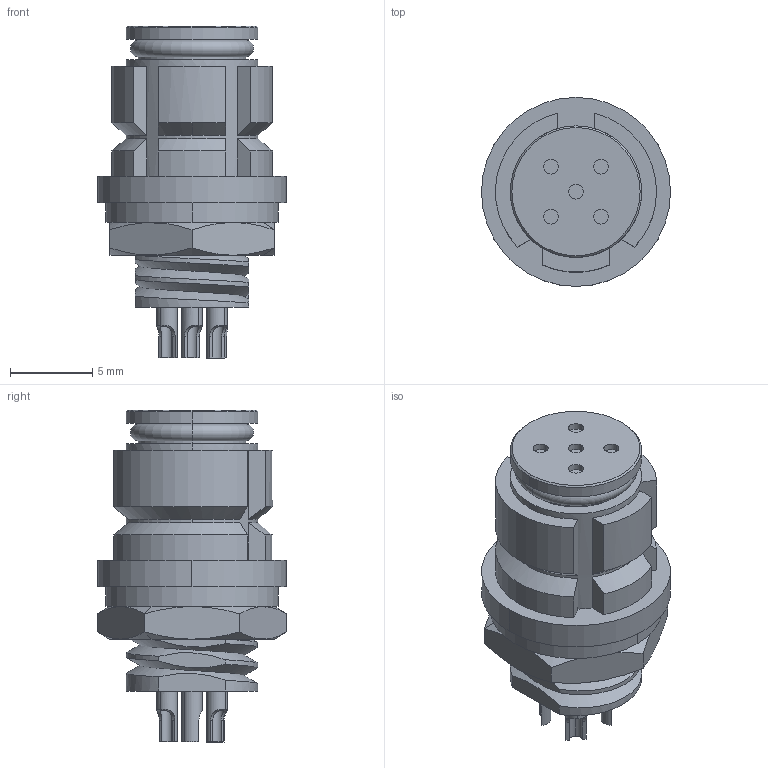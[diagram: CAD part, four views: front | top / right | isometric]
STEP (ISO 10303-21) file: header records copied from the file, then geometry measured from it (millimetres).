
FILE_DESCRIPTION (( 'STEP AP203' ), '1' );
FILE_NAME ('P81.STEP', '2020-03-31T02:13:35', ( 'edpusr' ), ( 'Microsoft' ), 'SwSTEP 2.0', 'SolidWorks 2015', '' );
FILE_SCHEMA (( 'CONFIG_CONTROL_DESIGN' ));
Length unit declared in the file: millimetre
Products named in the file (1): P81
Bounding box: 11.5 x 11.55 x 20.2 mm (x, y, z)
Volume: 1134.3 mm3; surface area: 1068.2 mm2
Topology: 1 solids, 2 shells, 169 faces, 447 edges, 291 vertices
Faces by surface type: cylinder 71, plane 70, cone 23, bspline 3, torus 2
Entity records: 6134 total; most frequent: CARTESIAN_POINT 1926, ORIENTED_EDGE 894, DIRECTION 844, EDGE_CURVE 447, AXIS2_PLACEMENT_3D 325, VERTEX_POINT 291, VECTOR 194, LINE 194
